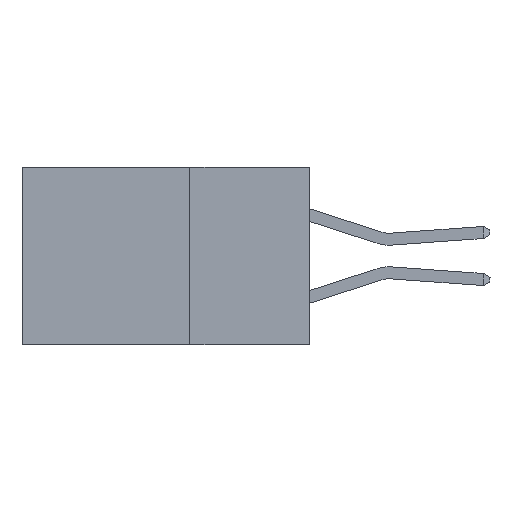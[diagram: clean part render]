
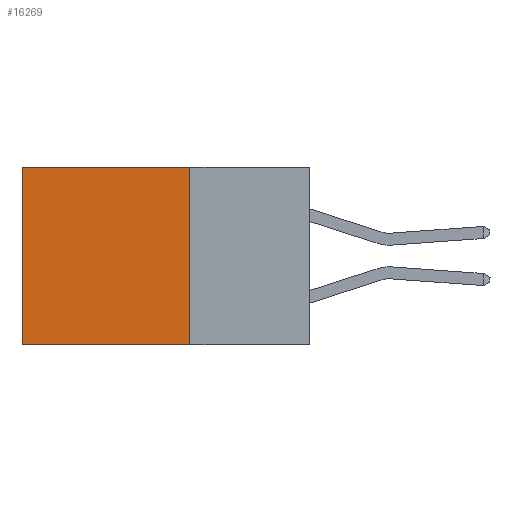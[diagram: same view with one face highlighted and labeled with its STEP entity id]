
A CAD part, left-side view. The second image highlights one B-rep face of the part: STEP entity #16269.
In plain terms, the highlighted planar face has unit normal (-1, 0, 0).
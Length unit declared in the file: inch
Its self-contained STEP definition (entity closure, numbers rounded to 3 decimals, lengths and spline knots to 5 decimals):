
#71 = EDGE_CURVE ( 'NONE', #6531, #20927, #1941, .T. ) ;
#679 = EDGE_LOOP ( 'NONE', ( #18304, #11580, #12856, #9849 ) ) ;
#789 = FACE_OUTER_BOUND ( 'NONE', #679, .T. ) ;
#1306 = VECTOR ( 'NONE', #8502, 39.37008 ) ;
#1446 = DIRECTION ( 'NONE',  ( 0., 0., -1. ) ) ;
#1496 = CARTESIAN_POINT ( 'NONE',  ( 0.2615, 0.25, 0. ) ) ;
#1548 = VECTOR ( 'NONE', #1446, 39.37008 ) ;
#1941 = LINE ( 'NONE', #3107, #1306 ) ;
#2114 = DIRECTION ( 'NONE',  ( 0., 0., -1. ) ) ;
#2502 = LINE ( 'NONE', #14026, #17510 ) ;
#3107 = CARTESIAN_POINT ( 'NONE',  ( 0.2615, 0.25, -0.37 ) ) ;
#3536 = DIRECTION ( 'NONE',  ( 0., 1., 0. ) ) ;
#4489 = CARTESIAN_POINT ( 'NONE',  ( 0.2615, 0.25, -0.37 ) ) ;
#5645 = LINE ( 'NONE', #15178, #1548 ) ;
#6289 = VERTEX_POINT ( 'NONE', #7681 ) ;
#6531 = VERTEX_POINT ( 'NONE', #4489 ) ;
#7635 = VECTOR ( 'NONE', #3536, 39.37008 ) ;
#7681 = CARTESIAN_POINT ( 'NONE',  ( 0.2615, 0.25, 0. ) ) ;
#8233 = DIRECTION ( 'NONE',  ( 0., 0., -1. ) ) ;
#8502 = DIRECTION ( 'NONE',  ( 0., 1., 0. ) ) ;
#9630 = CARTESIAN_POINT ( 'NONE',  ( 0.2615, 0.6, -0.37 ) ) ;
#9849 = ORIENTED_EDGE ( 'NONE', *, *, #18010, .T. ) ;
#9985 = EDGE_CURVE ( 'NONE', #10458, #20927, #5645, .T. ) ;
#10458 = VERTEX_POINT ( 'NONE', #12615 ) ;
#11580 = ORIENTED_EDGE ( 'NONE', *, *, #71, .F. ) ;
#11923 = CARTESIAN_POINT ( 'NONE',  ( 0.2615, 0.25, -0.37 ) ) ;
#12615 = CARTESIAN_POINT ( 'NONE',  ( 0.2615, 0.6, 0. ) ) ;
#12856 = ORIENTED_EDGE ( 'NONE', *, *, #14380, .F. ) ;
#13871 = DIRECTION ( 'NONE',  ( 1., 0., 0. ) ) ;
#14026 = CARTESIAN_POINT ( 'NONE',  ( 0.2615, 0.25, -0.37 ) ) ;
#14380 = EDGE_CURVE ( 'NONE', #6289, #6531, #2502, .T. ) ;
#15178 = CARTESIAN_POINT ( 'NONE',  ( 0.2615, 0.6, -0.37 ) ) ;
#16269 = ADVANCED_FACE ( 'NONE', ( #789 ), #19661, .F. ) ;
#17510 = VECTOR ( 'NONE', #8233, 39.37008 ) ;
#18010 = EDGE_CURVE ( 'NONE', #6289, #10458, #18584, .T. ) ;
#18304 = ORIENTED_EDGE ( 'NONE', *, *, #9985, .T. ) ;
#18584 = LINE ( 'NONE', #1496, #7635 ) ;
#19661 = PLANE ( 'NONE',  #23700 ) ;
#20927 = VERTEX_POINT ( 'NONE', #9630 ) ;
#23700 = AXIS2_PLACEMENT_3D ( 'NONE', #11923, #13871, #2114 ) ;
